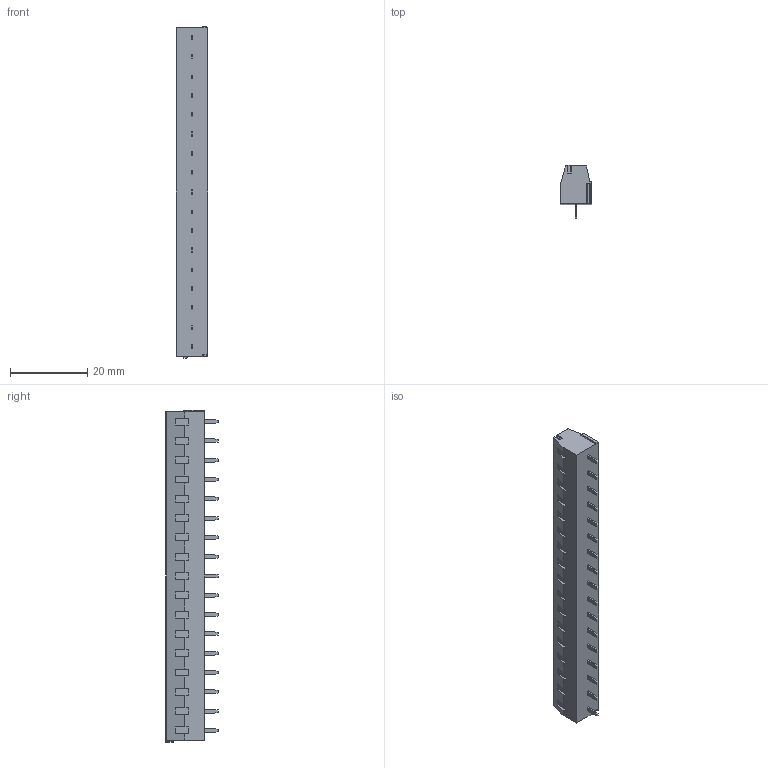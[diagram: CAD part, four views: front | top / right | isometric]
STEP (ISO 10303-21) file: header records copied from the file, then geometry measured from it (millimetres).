
FILE_DESCRIPTION((''),'2;1');
FILE_NAME('PRT0001','2025-04-02T',('sj'),(''),'PRO/ENGINEER BY PARAMETRIC TECHNOLOGY CORPORATION, 2013240','PRO/ENGINEER BY PARAMETRIC TECHNOLOGY CORPORATION, 2013240','');
FILE_SCHEMA(('AUTOMOTIVE_DESIGN_CC2 { 1 2 10303 214 -1 1 5 2 }'));
Length unit declared in the file: millimetre
Products named in the file (1): PRT0001
Bounding box: 8.1 x 13.65 x 86 mm (x, y, z)
Volume: 5717.1 mm3; surface area: 4374.2 mm2
Topology: 1 solids, 1 shells, 720 faces, 1831 edges, 1164 vertices
Faces by surface type: plane 467, cylinder 151, cone 102
Entity records: 21439 total; most frequent: CARTESIAN_POINT 3715, DIRECTION 3675, ORIENTED_EDGE 3662, EDGE_CURVE 1831, VECTOR 1427, LINE 1427, VERTEX_POINT 1164, AXIS2_PLACEMENT_3D 1124
